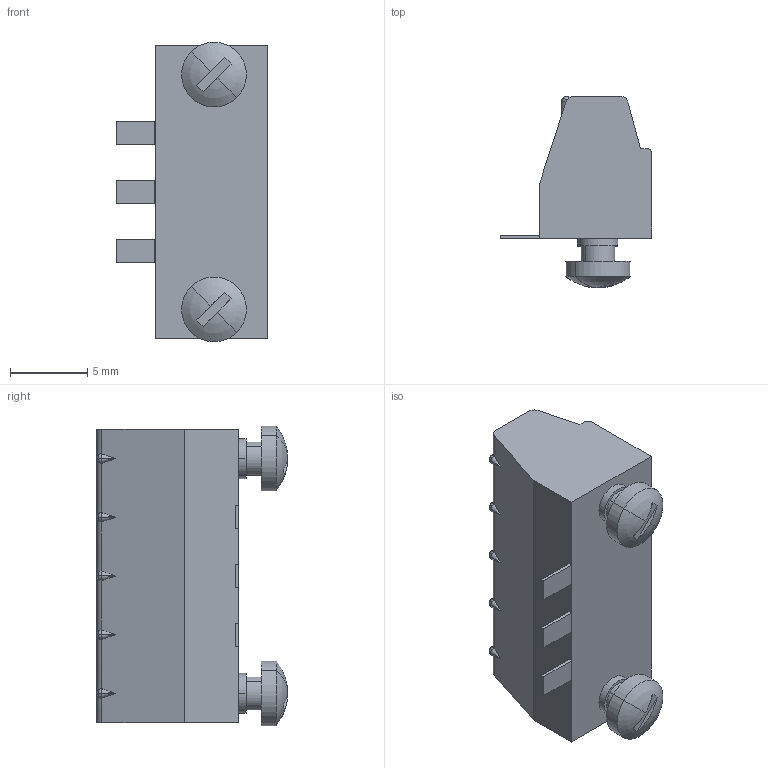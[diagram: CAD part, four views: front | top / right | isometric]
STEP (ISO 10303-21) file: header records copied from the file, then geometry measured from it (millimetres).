
FILE_DESCRIPTION(('SolidDesigner STEP Export'),'1');
FILE_NAME('mkds_1-3-3.81-smd-bk.stp','2000-06-14T15:53:33',(''),(''), 'SolidDesigner STEP processor Version: 7.0(Mar 1999)for AP214(CD)(Solid Model)', 'CoCreate SolidDesigner: 07.50 21-Dec-99(C) CoCreate Software GmbH','');
FILE_SCHEMA(('AUTOMOTIVE_DESIGN_CC2 {1 2 10303 214 -1 1 5 1}'));
Length unit declared in the file: millimetre
Products named in the file (2): mkds_1-3-3.81-smd-bk
Assembly tree (1 placements, depth 2):
  mkds_1-3-3.81-smd-bk
    mkds_1-3-3.81-smd-bk
Bounding box: 9.85 x 12.39 x 19.42 mm (x, y, z)
Volume: 1081.3 mm3; surface area: 944.8 mm2
Topology: 1 solids, 1 shells, 225 faces, 604 edges, 387 vertices
Faces by surface type: plane 121, cylinder 70, torus 20, cone 10, sphere 4
Entity records: 9037 total; most frequent: CARTESIAN_POINT 1817, ORIENTED_EDGE 1168, DIRECTION 1061, EDGE_CURVE 584, VERTEX_POINT 387, AXIS2_PLACEMENT_3D 356, VECTOR 349, LINE 349
